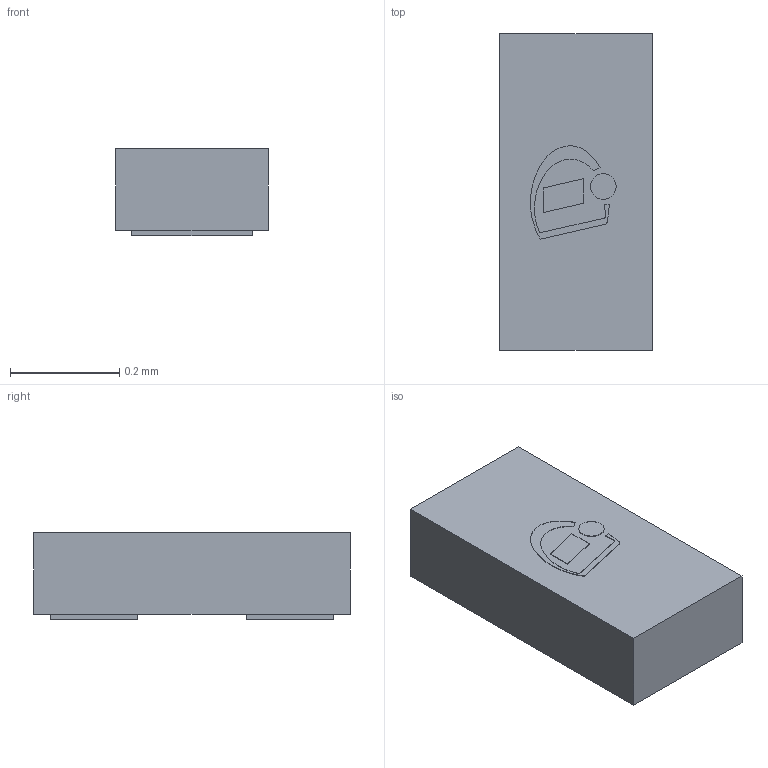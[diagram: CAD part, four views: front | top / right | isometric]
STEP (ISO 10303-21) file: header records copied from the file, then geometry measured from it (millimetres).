
FILE_DESCRIPTION(/* description */ (''),/* implementation_level */ '2;1');
FILE_NAME(/* name */ 'SG-WLL-2-11_Z8B00236548_V01_3D.stp',/* time_stamp */ '2022-12-14T12:40:17+05:00',/* author */ ('Subramani'),/* organization */ (''),/* preprocessor_version */ 'ST-DEVELOPER v16.13',/* originating_system */ 'AutoCAD Mechanical',/* authorisation */ '');
FILE_SCHEMA (('AUTOMOTIVE_DESIGN { 1 0 10303 214 3 1 1 }'));
Length unit declared in the file: millimetre
Products named in the file (1): Product
Bounding box: 0.28 x 0.58 x 0.16 mm (x, y, z)
Volume: 0 mm3; surface area: 0.8 mm2
Topology: 6 solids, 6 shells, 40 faces, 84 edges, 56 vertices
Faces by surface type: plane 35, cylinder 3, bspline 2
Full cylindrical faces by diameter (mm): 0.047 x1
Entity records: 1117 total; most frequent: CARTESIAN_POINT 234, ORIENTED_EDGE 166, DIRECTION 163, EDGE_CURVE 83, LINE 73, VECTOR 73, VERTEX_POINT 56, AXIS2_PLACEMENT_3D 45
